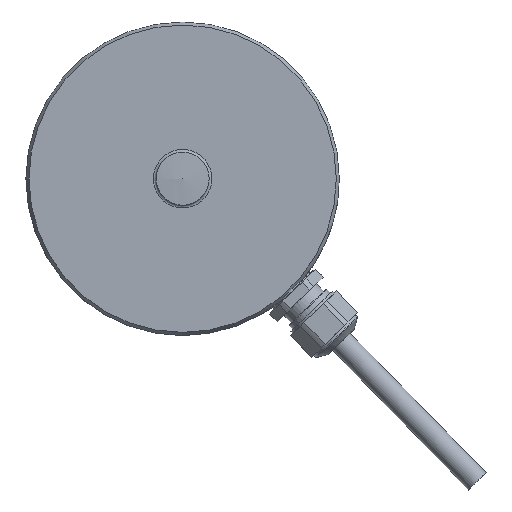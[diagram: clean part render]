
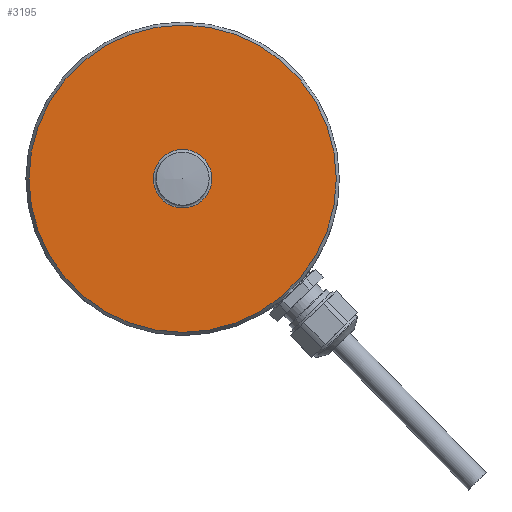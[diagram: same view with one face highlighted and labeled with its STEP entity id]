
A CAD part, top view. The second image highlights one B-rep face of the part: STEP entity #3195.
In plain terms, the highlighted planar face has unit normal (0, 0, 1).
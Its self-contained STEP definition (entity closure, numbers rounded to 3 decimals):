
#75=FACE_BOUND('',#579,.T.);
#97=PLANE('',#3439);
#163=CIRCLE('',#3436,5.5);
#165=CIRCLE('',#3438,5.5);
#166=CIRCLE('',#3440,28.923);
#380=FACE_OUTER_BOUND('',#578,.T.);
#578=EDGE_LOOP('',(#2341));
#579=EDGE_LOOP('',(#2342,#2343));
#1356=VERTEX_POINT('',#7664);
#1357=VERTEX_POINT('',#7665);
#1358=VERTEX_POINT('',#7670);
#1759=EDGE_CURVE('',#1356,#1357,#163,.T.);
#1761=EDGE_CURVE('',#1357,#1356,#165,.T.);
#1762=EDGE_CURVE('',#1358,#1358,#166,.T.);
#2341=ORIENTED_EDGE('',*,*,#1762,.F.);
#2342=ORIENTED_EDGE('',*,*,#1759,.F.);
#2343=ORIENTED_EDGE('',*,*,#1761,.F.);
#3195=ADVANCED_FACE('',(#380,#75),#97,.T.);
#3436=AXIS2_PLACEMENT_3D('',#7666,#3979,#3980);
#3438=AXIS2_PLACEMENT_3D('',#7668,#3983,#3984);
#3439=AXIS2_PLACEMENT_3D('',#7669,#3985,#3986);
#3440=AXIS2_PLACEMENT_3D('',#7671,#3987,#3988);
#3979=DIRECTION('center_axis',(0.,0.,1.));
#3980=DIRECTION('ref_axis',(-1.,0.,0.));
#3983=DIRECTION('center_axis',(0.,0.,1.));
#3984=DIRECTION('ref_axis',(-1.,0.,0.));
#3985=DIRECTION('center_axis',(0.,0.,1.));
#3986=DIRECTION('ref_axis',(1.,0.,0.));
#3987=DIRECTION('center_axis',(0.,0.,-1.));
#3988=DIRECTION('ref_axis',(-1.,0.,0.));
#7664=CARTESIAN_POINT('',(5.5,0.,21.));
#7665=CARTESIAN_POINT('',(-5.5,0.,21.));
#7666=CARTESIAN_POINT('Origin',(0.,0.,21.));
#7668=CARTESIAN_POINT('Origin',(0.,0.,21.));
#7669=CARTESIAN_POINT('Origin',(5.,0.,21.));
#7670=CARTESIAN_POINT('',(28.923,0.,21.));
#7671=CARTESIAN_POINT('Origin',(0.,0.,21.));
